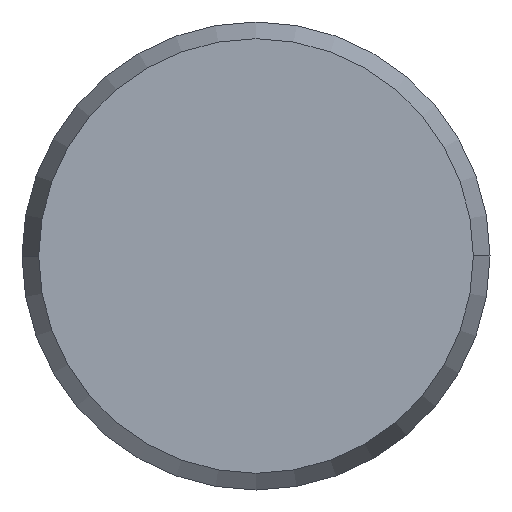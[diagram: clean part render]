
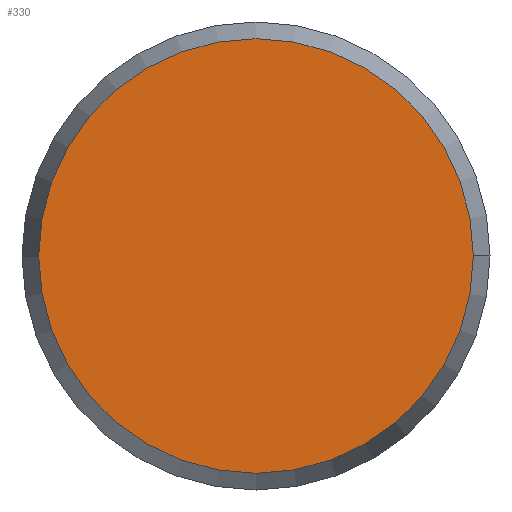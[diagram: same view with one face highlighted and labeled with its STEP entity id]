
A CAD part, front view. The second image highlights one B-rep face of the part: STEP entity #330.
In plain terms, the highlighted planar face has unit normal (0, -1, 0).
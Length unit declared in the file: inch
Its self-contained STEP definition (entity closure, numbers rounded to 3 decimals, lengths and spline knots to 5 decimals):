
#7 = ORIENTED_EDGE ( 'NONE', *, *, #244, .T. ) ;
#14 = EDGE_LOOP ( 'NONE', ( #7, #280 ) ) ;
#59 = VERTEX_POINT ( 'NONE', #215 ) ;
#69 = CIRCLE ( 'NONE', #219, 0.20313 ) ;
#70 = EDGE_CURVE ( 'NONE', #111, #59, #228, .T. ) ;
#73 = DIRECTION ( 'NONE',  ( 0., -1., 0. ) ) ;
#111 = VERTEX_POINT ( 'NONE', #275 ) ;
#126 = PLANE ( 'NONE',  #352 ) ;
#147 = CARTESIAN_POINT ( 'NONE',  ( 0., 0., 0. ) ) ;
#215 = CARTESIAN_POINT ( 'NONE',  ( 0., 0., -0.20313 ) ) ;
#219 = AXIS2_PLACEMENT_3D ( 'NONE', #147, #342, #284 ) ;
#224 = AXIS2_PLACEMENT_3D ( 'NONE', #353, #265, #268 ) ;
#228 = CIRCLE ( 'NONE', #224, 0.20313 ) ;
#241 = DIRECTION ( 'NONE',  ( 0., 0., -1. ) ) ;
#244 = EDGE_CURVE ( 'NONE', #59, #111, #69, .T. ) ;
#265 = DIRECTION ( 'NONE',  ( 0., -1., 0. ) ) ;
#268 = DIRECTION ( 'NONE',  ( 0., 0., -1. ) ) ;
#275 = CARTESIAN_POINT ( 'NONE',  ( 0., 0., 0.20313 ) ) ;
#280 = ORIENTED_EDGE ( 'NONE', *, *, #70, .T. ) ;
#284 = DIRECTION ( 'NONE',  ( 0., 0., -1. ) ) ;
#322 = CARTESIAN_POINT ( 'NONE',  ( 0., 0., 0. ) ) ;
#330 = ADVANCED_FACE ( 'NONE', ( #350 ), #126, .T. ) ;
#342 = DIRECTION ( 'NONE',  ( 0., -1., 0. ) ) ;
#350 = FACE_OUTER_BOUND ( 'NONE', #14, .T. ) ;
#352 = AXIS2_PLACEMENT_3D ( 'NONE', #322, #73, #241 ) ;
#353 = CARTESIAN_POINT ( 'NONE',  ( 0., 0., 0. ) ) ;
